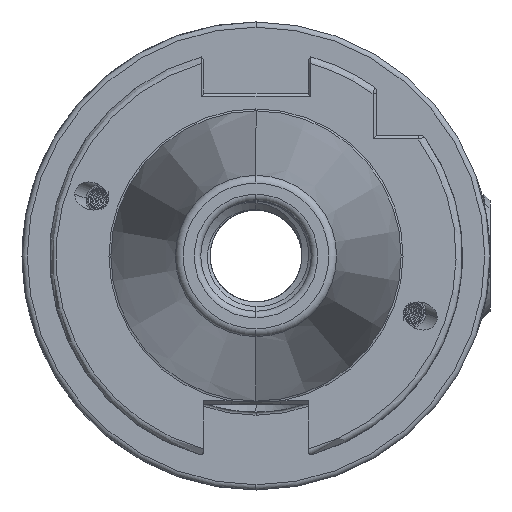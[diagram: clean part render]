
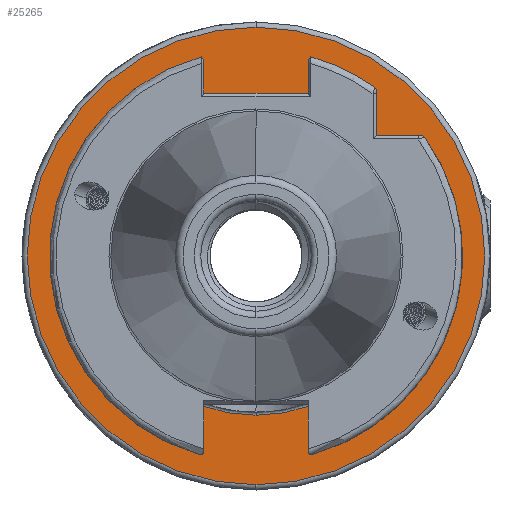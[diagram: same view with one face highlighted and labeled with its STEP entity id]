
A CAD part, left-side view. The second image highlights one B-rep face of the part: STEP entity #25265.
In plain terms, the highlighted planar face has unit normal (-1, 0, 0).
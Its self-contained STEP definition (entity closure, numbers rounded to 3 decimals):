
#762 = FACE_BOUND ( 'NONE', #27689, .T. ) ;
#804 = FACE_OUTER_BOUND ( 'NONE', #27675, .T. ) ;
#966 = CIRCLE ( 'NONE', #29069, 24.5 ) ;
#1026 = CIRCLE ( 'NONE', #29087, 35.2 ) ;
#1065 = CIRCLE ( 'NONE', #29102, 24.5 ) ;
#1413 = EDGE_CURVE ( 'NONE', #27136, #28264, #14566, .T. ) ;
#1455 = AXIS2_PLACEMENT_3D ( 'NONE', #23034, #23076, #23045 ) ;
#7690 = CARTESIAN_POINT ( 'NONE',  ( 31.8, 0., 35.2 ) ) ;
#7854 = CARTESIAN_POINT ( 'NONE',  ( 31.8, 0., -35.2 ) ) ;
#7912 = CARTESIAN_POINT ( 'NONE',  ( 31.8, 0., 24.5 ) ) ;
#8010 = CARTESIAN_POINT ( 'NONE',  ( 31.8, 0., -24.5 ) ) ;
#10492 = CARTESIAN_POINT ( 'NONE',  ( 31.8, 0., 0. ) ) ;
#10565 = DIRECTION ( 'NONE',  ( 1., 0., 0. ) ) ;
#10588 = DIRECTION ( 'NONE',  ( 0., 0., 1. ) ) ;
#11356 = DIRECTION ( 'NONE',  ( 0., 0., 1. ) ) ;
#11369 = DIRECTION ( 'NONE',  ( -1., 0., 0. ) ) ;
#11371 = CARTESIAN_POINT ( 'NONE',  ( 31.8, 0., 0. ) ) ;
#14566 = CIRCLE ( 'NONE', #1455, 35.2 ) ;
#18214 = EDGE_CURVE ( 'NONE', #30612, #30557, #966, .T. ) ;
#18276 = EDGE_CURVE ( 'NONE', #28264, #27136, #1026, .T. ) ;
#18347 = EDGE_CURVE ( 'NONE', #30557, #30612, #1065, .T. ) ;
#23034 = CARTESIAN_POINT ( 'NONE',  ( 31.8, 0., 0. ) ) ;
#23045 = DIRECTION ( 'NONE',  ( 0., 0., 1. ) ) ;
#23076 = DIRECTION ( 'NONE',  ( -1., 0., 0. ) ) ;
#25135 = CARTESIAN_POINT ( 'NONE',  ( 31.8, 24., 0. ) ) ;
#25136 = DIRECTION ( 'NONE',  ( -1., 0., 0. ) ) ;
#25215 = DIRECTION ( 'NONE',  ( 0., 0., 1. ) ) ;
#25224 = PLANE ( 'NONE',  #29211 ) ;
#25265 = ADVANCED_FACE ( 'NONE', ( #804, #762 ), #25224, .T. ) ;
#27136 = VERTEX_POINT ( 'NONE', #7690 ) ;
#27170 = ORIENTED_EDGE ( 'NONE', *, *, #18347, .T. ) ;
#27177 = ORIENTED_EDGE ( 'NONE', *, *, #18276, .T. ) ;
#27181 = ORIENTED_EDGE ( 'NONE', *, *, #1413, .T. ) ;
#27198 = ORIENTED_EDGE ( 'NONE', *, *, #18214, .T. ) ;
#27675 = EDGE_LOOP ( 'NONE', ( #27181, #27177 ) ) ;
#27689 = EDGE_LOOP ( 'NONE', ( #27170, #27198 ) ) ;
#28264 = VERTEX_POINT ( 'NONE', #7854 ) ;
#28533 = CARTESIAN_POINT ( 'NONE',  ( 31.8, 0., 0. ) ) ;
#28544 = DIRECTION ( 'NONE',  ( 1., 0., 0. ) ) ;
#28550 = DIRECTION ( 'NONE',  ( 0., 0., 1. ) ) ;
#29069 = AXIS2_PLACEMENT_3D ( 'NONE', #10492, #10565, #10588 ) ;
#29087 = AXIS2_PLACEMENT_3D ( 'NONE', #11371, #11369, #11356 ) ;
#29102 = AXIS2_PLACEMENT_3D ( 'NONE', #28533, #28544, #28550 ) ;
#29211 = AXIS2_PLACEMENT_3D ( 'NONE', #25135, #25136, #25215 ) ;
#30557 = VERTEX_POINT ( 'NONE', #7912 ) ;
#30612 = VERTEX_POINT ( 'NONE', #8010 ) ;
